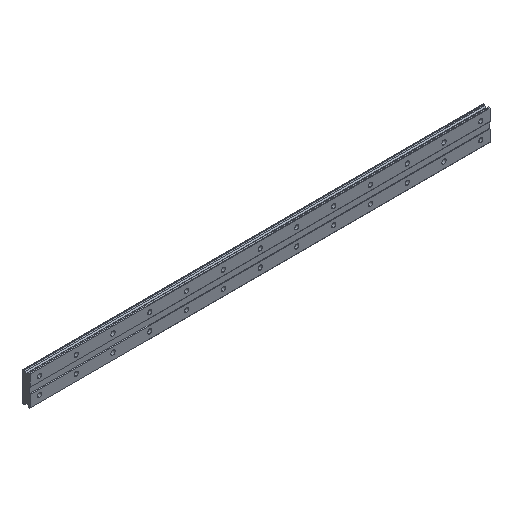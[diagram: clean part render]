
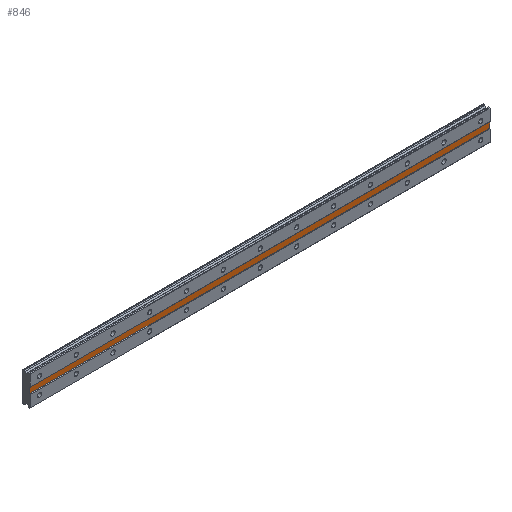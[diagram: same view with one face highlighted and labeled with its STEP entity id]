
A CAD part, isometric view. The second image highlights one B-rep face of the part: STEP entity #846.
In plain terms, the highlighted planar face has unit normal (0, -1, 0).
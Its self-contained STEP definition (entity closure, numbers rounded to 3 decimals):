
#149 = EDGE_CURVE ( 'NONE', #520, #1513, #2126, .T. ) ;
#238 = ORIENTED_EDGE ( 'NONE', *, *, #1271, .F. ) ;
#474 = FACE_OUTER_BOUND ( 'NONE', #2569, .T. ) ;
#520 = VERTEX_POINT ( 'NONE', #1338 ) ;
#544 = DIRECTION ( 'NONE',  ( -1., 0., 0. ) ) ;
#846 = ADVANCED_FACE ( 'NONE', ( #474 ), #4859, .F. ) ;
#1271 = EDGE_CURVE ( 'NONE', #520, #2586, #4964, .T. ) ;
#1338 = CARTESIAN_POINT ( 'NONE',  ( 490., 0.5, 3. ) ) ;
#1370 = DIRECTION ( 'NONE',  ( -1., 0., 0. ) ) ;
#1432 = DIRECTION ( 'NONE',  ( 0., 0., -1. ) ) ;
#1496 = EDGE_CURVE ( 'NONE', #1513, #4374, #1923, .T. ) ;
#1513 = VERTEX_POINT ( 'NONE', #2894 ) ;
#1661 = DIRECTION ( 'NONE',  ( 0., 0., -1. ) ) ;
#1923 = LINE ( 'NONE', #5112, #3299 ) ;
#1981 = CARTESIAN_POINT ( 'NONE',  ( 490., 0.5, 3. ) ) ;
#2126 = LINE ( 'NONE', #3355, #3884 ) ;
#2204 = AXIS2_PLACEMENT_3D ( 'NONE', #1981, #4803, #3657 ) ;
#2569 = EDGE_LOOP ( 'NONE', ( #3418, #238, #3792, #5152 ) ) ;
#2586 = VERTEX_POINT ( 'NONE', #3845 ) ;
#2619 = VECTOR ( 'NONE', #544, 1000. ) ;
#2705 = VECTOR ( 'NONE', #1432, 1000. ) ;
#2894 = CARTESIAN_POINT ( 'NONE',  ( -10., 0.5, 3. ) ) ;
#3299 = VECTOR ( 'NONE', #1661, 1000. ) ;
#3355 = CARTESIAN_POINT ( 'NONE',  ( 490., 0.5, 3. ) ) ;
#3418 = ORIENTED_EDGE ( 'NONE', *, *, #4051, .F. ) ;
#3657 = DIRECTION ( 'NONE',  ( 0., 0., 1. ) ) ;
#3792 = ORIENTED_EDGE ( 'NONE', *, *, #149, .T. ) ;
#3845 = CARTESIAN_POINT ( 'NONE',  ( 490., 0.5, -3. ) ) ;
#3884 = VECTOR ( 'NONE', #1370, 1000. ) ;
#3948 = LINE ( 'NONE', #4004, #2619 ) ;
#3990 = CARTESIAN_POINT ( 'NONE',  ( -10., 0.5, -3. ) ) ;
#4004 = CARTESIAN_POINT ( 'NONE',  ( 490., 0.5, -3. ) ) ;
#4051 = EDGE_CURVE ( 'NONE', #2586, #4374, #3948, .T. ) ;
#4241 = CARTESIAN_POINT ( 'NONE',  ( 490., 0.5, 16.615 ) ) ;
#4374 = VERTEX_POINT ( 'NONE', #3990 ) ;
#4803 = DIRECTION ( 'NONE',  ( 0., 1., 0. ) ) ;
#4859 = PLANE ( 'NONE',  #2204 ) ;
#4964 = LINE ( 'NONE', #4241, #2705 ) ;
#5112 = CARTESIAN_POINT ( 'NONE',  ( -10., 0.5, 16.615 ) ) ;
#5152 = ORIENTED_EDGE ( 'NONE', *, *, #1496, .T. ) ;
